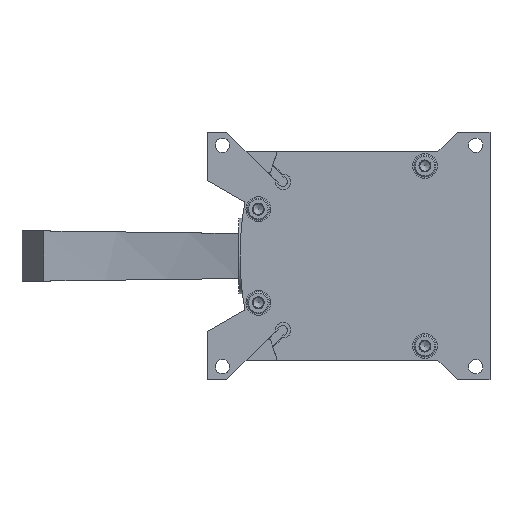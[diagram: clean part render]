
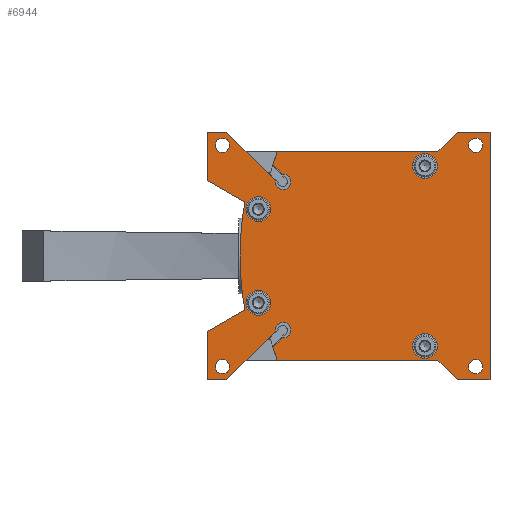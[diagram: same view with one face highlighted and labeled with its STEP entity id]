
A CAD part, front view. The second image highlights one B-rep face of the part: STEP entity #6944.
In plain terms, the highlighted planar face has unit normal (0, -1, 0).
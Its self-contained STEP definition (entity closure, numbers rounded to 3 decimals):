
#77=PLANE('',#8150);
#390=LINE('',#11189,#984);
#393=LINE('',#11195,#987);
#396=LINE('',#11201,#990);
#399=LINE('',#11207,#993);
#403=LINE('',#11219,#997);
#407=LINE('',#11231,#1001);
#410=LINE('',#11237,#1004);
#413=LINE('',#11243,#1007);
#439=LINE('',#11317,#1033);
#442=LINE('',#11323,#1036);
#445=LINE('',#11329,#1039);
#448=LINE('',#11335,#1042);
#452=LINE('',#11347,#1046);
#456=LINE('',#11359,#1050);
#459=LINE('',#11365,#1053);
#462=LINE('',#11371,#1056);
#465=LINE('',#11377,#1059);
#984=VECTOR('',#8934,1000.);
#987=VECTOR('',#8939,1000.);
#990=VECTOR('',#8944,1000.);
#993=VECTOR('',#8949,1000.);
#997=VECTOR('',#8961,1000.);
#1001=VECTOR('',#8973,1000.);
#1004=VECTOR('',#8978,1000.);
#1007=VECTOR('',#8983,1000.);
#1033=VECTOR('',#9033,1000.);
#1036=VECTOR('',#9038,1000.);
#1039=VECTOR('',#9043,1000.);
#1042=VECTOR('',#9048,1000.);
#1046=VECTOR('',#9060,1000.);
#1050=VECTOR('',#9072,1000.);
#1053=VECTOR('',#9077,1000.);
#1056=VECTOR('',#9082,1000.);
#1059=VECTOR('',#9087,1000.);
#1572=CIRCLE('',#8038,120.);
#1601=CIRCLE('',#8094,120.);
#1603=CIRCLE('',#8101,3.);
#1605=CIRCLE('',#8105,113.);
#1618=CIRCLE('',#8126,113.);
#1620=CIRCLE('',#8130,3.);
#1623=CIRCLE('',#8138,2.75);
#1625=CIRCLE('',#8141,2.75);
#1627=CIRCLE('',#8144,2.75);
#1629=CIRCLE('',#8147,2.75);
#1631=CIRCLE('',#8151,4.75);
#1632=CIRCLE('',#8152,4.75);
#1633=CIRCLE('',#8153,4.75);
#1634=CIRCLE('',#8154,4.75);
#2111=ORIENTED_EDGE('',*,*,#4072,.F.);
#2112=ORIENTED_EDGE('',*,*,#4073,.F.);
#2113=ORIENTED_EDGE('',*,*,#4074,.F.);
#2114=ORIENTED_EDGE('',*,*,#4075,.F.);
#2115=ORIENTED_EDGE('',*,*,#3964,.F.);
#2116=ORIENTED_EDGE('',*,*,#3903,.F.);
#2117=ORIENTED_EDGE('',*,*,#4061,.F.);
#2118=ORIENTED_EDGE('',*,*,#4058,.F.);
#2119=ORIENTED_EDGE('',*,*,#4055,.F.);
#2120=ORIENTED_EDGE('',*,*,#4052,.F.);
#2121=ORIENTED_EDGE('',*,*,#4049,.T.);
#2122=ORIENTED_EDGE('',*,*,#4046,.F.);
#2123=ORIENTED_EDGE('',*,*,#4043,.F.);
#2124=ORIENTED_EDGE('',*,*,#4040,.F.);
#2125=ORIENTED_EDGE('',*,*,#4037,.F.);
#2126=ORIENTED_EDGE('',*,*,#4034,.F.);
#2127=ORIENTED_EDGE('',*,*,#4031,.F.);
#2128=ORIENTED_EDGE('',*,*,#3994,.F.);
#2129=ORIENTED_EDGE('',*,*,#3991,.F.);
#2130=ORIENTED_EDGE('',*,*,#3988,.F.);
#2131=ORIENTED_EDGE('',*,*,#3985,.F.);
#2132=ORIENTED_EDGE('',*,*,#3982,.F.);
#2133=ORIENTED_EDGE('',*,*,#3979,.T.);
#2134=ORIENTED_EDGE('',*,*,#3976,.F.);
#2135=ORIENTED_EDGE('',*,*,#3973,.F.);
#2136=ORIENTED_EDGE('',*,*,#3970,.F.);
#2137=ORIENTED_EDGE('',*,*,#3967,.F.);
#2138=ORIENTED_EDGE('',*,*,#4070,.T.);
#2139=ORIENTED_EDGE('',*,*,#4068,.T.);
#2140=ORIENTED_EDGE('',*,*,#4066,.T.);
#2141=ORIENTED_EDGE('',*,*,#4064,.T.);
#3903=EDGE_CURVE('',#4908,#4906,#1572,.T.);
#3964=EDGE_CURVE('',#4906,#4944,#1601,.T.);
#3967=EDGE_CURVE('',#4944,#4946,#390,.T.);
#3970=EDGE_CURVE('',#4946,#4948,#393,.T.);
#3973=EDGE_CURVE('',#4948,#4950,#396,.T.);
#3976=EDGE_CURVE('',#4950,#4952,#399,.T.);
#3979=EDGE_CURVE('',#4954,#4952,#1603,.T.);
#3982=EDGE_CURVE('',#4954,#4956,#403,.T.);
#3985=EDGE_CURVE('',#4956,#4958,#1605,.T.);
#3988=EDGE_CURVE('',#4958,#4960,#407,.T.);
#3991=EDGE_CURVE('',#4960,#4962,#410,.T.);
#3994=EDGE_CURVE('',#4962,#4964,#413,.T.);
#4031=EDGE_CURVE('',#4964,#5000,#439,.T.);
#4034=EDGE_CURVE('',#5000,#5002,#442,.T.);
#4037=EDGE_CURVE('',#5002,#5004,#445,.T.);
#4040=EDGE_CURVE('',#5004,#5006,#448,.T.);
#4043=EDGE_CURVE('',#5006,#5008,#1618,.T.);
#4046=EDGE_CURVE('',#5008,#5010,#452,.T.);
#4049=EDGE_CURVE('',#5012,#5010,#1620,.T.);
#4052=EDGE_CURVE('',#5012,#5014,#456,.T.);
#4055=EDGE_CURVE('',#5014,#5016,#459,.T.);
#4058=EDGE_CURVE('',#5016,#5018,#462,.T.);
#4061=EDGE_CURVE('',#5018,#4908,#465,.T.);
#4064=EDGE_CURVE('',#5021,#5021,#1623,.T.);
#4066=EDGE_CURVE('',#5023,#5023,#1625,.T.);
#4068=EDGE_CURVE('',#5025,#5025,#1627,.T.);
#4070=EDGE_CURVE('',#5027,#5027,#1629,.T.);
#4072=EDGE_CURVE('',#5029,#5029,#1631,.T.);
#4073=EDGE_CURVE('',#5030,#5030,#1632,.T.);
#4074=EDGE_CURVE('',#5031,#5031,#1633,.T.);
#4075=EDGE_CURVE('',#5032,#5032,#1634,.T.);
#4906=VERTEX_POINT('',#10951);
#4908=VERTEX_POINT('',#10955);
#4944=VERTEX_POINT('',#11184);
#4946=VERTEX_POINT('',#11190);
#4948=VERTEX_POINT('',#11196);
#4950=VERTEX_POINT('',#11202);
#4952=VERTEX_POINT('',#11208);
#4954=VERTEX_POINT('',#11214);
#4956=VERTEX_POINT('',#11220);
#4958=VERTEX_POINT('',#11226);
#4960=VERTEX_POINT('',#11232);
#4962=VERTEX_POINT('',#11238);
#4964=VERTEX_POINT('',#11244);
#5000=VERTEX_POINT('',#11318);
#5002=VERTEX_POINT('',#11324);
#5004=VERTEX_POINT('',#11330);
#5006=VERTEX_POINT('',#11336);
#5008=VERTEX_POINT('',#11342);
#5010=VERTEX_POINT('',#11348);
#5012=VERTEX_POINT('',#11354);
#5014=VERTEX_POINT('',#11360);
#5016=VERTEX_POINT('',#11366);
#5018=VERTEX_POINT('',#11372);
#5021=VERTEX_POINT('',#11383);
#5023=VERTEX_POINT('',#11388);
#5025=VERTEX_POINT('',#11393);
#5027=VERTEX_POINT('',#11398);
#5029=VERTEX_POINT('',#11404);
#5030=VERTEX_POINT('',#11406);
#5031=VERTEX_POINT('',#11408);
#5032=VERTEX_POINT('',#11410);
#5734=EDGE_LOOP('',(#2111));
#5735=EDGE_LOOP('',(#2112));
#5736=EDGE_LOOP('',(#2113));
#5737=EDGE_LOOP('',(#2114));
#5738=EDGE_LOOP('',(#2115,#2116,#2117,#2118,#2119,#2120,#2121,#2122,#2123,
#2124,#2125,#2126,#2127,#2128,#2129,#2130,#2131,#2132,#2133,#2134,#2135,
#2136,#2137));
#5739=EDGE_LOOP('',(#2138));
#5740=EDGE_LOOP('',(#2139));
#5741=EDGE_LOOP('',(#2140));
#5742=EDGE_LOOP('',(#2141));
#6294=FACE_BOUND('',#5734,.T.);
#6295=FACE_BOUND('',#5735,.T.);
#6296=FACE_BOUND('',#5736,.T.);
#6297=FACE_BOUND('',#5737,.T.);
#6298=FACE_BOUND('',#5738,.T.);
#6299=FACE_BOUND('',#5739,.T.);
#6300=FACE_BOUND('',#5740,.T.);
#6301=FACE_BOUND('',#5741,.T.);
#6302=FACE_BOUND('',#5742,.T.);
#6944=ADVANCED_FACE('',(#6294,#6295,#6296,#6297,#6298,#6299,#6300,#6301,
#6302),#77,.F.);
#8038=AXIS2_PLACEMENT_3D('',#10956,#8810,#8811);
#8094=AXIS2_PLACEMENT_3D('',#11183,#8927,#8928);
#8101=AXIS2_PLACEMENT_3D('',#11213,#8954,#8955);
#8105=AXIS2_PLACEMENT_3D('',#11225,#8966,#8967);
#8126=AXIS2_PLACEMENT_3D('',#11341,#9053,#9054);
#8130=AXIS2_PLACEMENT_3D('',#11353,#9065,#9066);
#8138=AXIS2_PLACEMENT_3D('',#11382,#9093,#9094);
#8141=AXIS2_PLACEMENT_3D('',#11387,#9099,#9100);
#8144=AXIS2_PLACEMENT_3D('',#11392,#9105,#9106);
#8147=AXIS2_PLACEMENT_3D('',#11397,#9111,#9112);
#8150=AXIS2_PLACEMENT_3D('',#11402,#9117,#9118);
#8151=AXIS2_PLACEMENT_3D('',#11403,#9119,#9120);
#8152=AXIS2_PLACEMENT_3D('',#11405,#9121,#9122);
#8153=AXIS2_PLACEMENT_3D('',#11407,#9123,#9124);
#8154=AXIS2_PLACEMENT_3D('',#11409,#9125,#9126);
#8810=DIRECTION('',(0.,1.,0.));
#8811=DIRECTION('',(1.,0.,0.));
#8927=DIRECTION('',(0.,1.,0.));
#8928=DIRECTION('',(1.,0.,0.));
#8934=DIRECTION('',(-0.866,0.,0.5));
#8939=DIRECTION('',(0.,0.,1.));
#8944=DIRECTION('',(1.,0.,0.));
#8949=DIRECTION('',(0.707,0.,-0.707));
#8954=DIRECTION('',(0.,1.,0.));
#8955=DIRECTION('',(1.,0.,0.));
#8961=DIRECTION('',(-0.707,0.,0.707));
#8966=DIRECTION('',(0.,1.,0.));
#8967=DIRECTION('',(1.,0.,0.));
#8973=DIRECTION('',(1.,0.,0.));
#8978=DIRECTION('',(0.707,0.,0.707));
#8983=DIRECTION('',(1.,0.,0.));
#9033=DIRECTION('',(0.,0.,-1.));
#9038=DIRECTION('',(-1.,0.,0.));
#9043=DIRECTION('',(-0.707,0.,0.707));
#9048=DIRECTION('',(-1.,0.,0.));
#9053=DIRECTION('',(0.,1.,0.));
#9054=DIRECTION('',(1.,0.,0.));
#9060=DIRECTION('',(0.707,0.,0.707));
#9065=DIRECTION('',(0.,1.,0.));
#9066=DIRECTION('',(1.,0.,0.));
#9072=DIRECTION('',(-0.707,0.,-0.707));
#9077=DIRECTION('',(-1.,0.,0.));
#9082=DIRECTION('',(0.,0.,1.));
#9087=DIRECTION('',(0.866,0.,0.5));
#9093=DIRECTION('',(0.,1.,0.));
#9094=DIRECTION('',(1.,0.,0.));
#9099=DIRECTION('',(0.,1.,0.));
#9100=DIRECTION('',(1.,0.,0.));
#9105=DIRECTION('',(0.,1.,0.));
#9106=DIRECTION('',(1.,0.,0.));
#9111=DIRECTION('',(0.,1.,0.));
#9112=DIRECTION('',(1.,0.,0.));
#9117=DIRECTION('',(0.,1.,0.));
#9118=DIRECTION('',(0.,0.,1.));
#9119=DIRECTION('',(0.,-1.,0.));
#9120=DIRECTION('',(0.,0.,-1.));
#9121=DIRECTION('',(0.,-1.,0.));
#9122=DIRECTION('',(0.,0.,-1.));
#9123=DIRECTION('',(0.,-1.,0.));
#9124=DIRECTION('',(0.,0.,-1.));
#9125=DIRECTION('',(0.,-1.,0.));
#9126=DIRECTION('',(0.,0.,-1.));
#10951=CARTESIAN_POINT('',(-45.,0.,0.));
#10955=CARTESIAN_POINT('',(-43.192,0.,-20.75));
#10956=CARTESIAN_POINT('',(75.,0.,0.));
#11183=CARTESIAN_POINT('',(75.,0.,0.));
#11184=CARTESIAN_POINT('',(-43.192,0.,20.75));
#11189=CARTESIAN_POINT('',(-43.192,0.,20.75));
#11190=CARTESIAN_POINT('',(-57.5,0.,29.011));
#11195=CARTESIAN_POINT('',(-57.5,0.,29.011));
#11196=CARTESIAN_POINT('',(-57.5,0.,47.5));
#11201=CARTESIAN_POINT('',(-57.5,0.,47.5));
#11202=CARTESIAN_POINT('',(-50.116,0.,47.5));
#11207=CARTESIAN_POINT('',(-50.116,0.,47.5));
#11208=CARTESIAN_POINT('',(-31.478,0.,28.862));
#11213=CARTESIAN_POINT('',(-28.5,0.,28.5));
#11214=CARTESIAN_POINT('',(-28.862,0.,31.478));
#11219=CARTESIAN_POINT('',(-28.862,0.,31.478));
#11220=CARTESIAN_POINT('',(-32.428,0.,35.045));
#11225=CARTESIAN_POINT('',(75.,0.,0.));
#11226=CARTESIAN_POINT('',(-30.683,0.,40.));
#11231=CARTESIAN_POINT('',(-30.683,0.,40.));
#11232=CARTESIAN_POINT('',(31.,0.,40.));
#11237=CARTESIAN_POINT('',(31.,0.,40.));
#11238=CARTESIAN_POINT('',(38.5,0.,47.5));
#11243=CARTESIAN_POINT('',(38.5,0.,47.5));
#11244=CARTESIAN_POINT('',(51.,0.,47.5));
#11317=CARTESIAN_POINT('',(51.,0.,47.5));
#11318=CARTESIAN_POINT('',(51.,0.,-47.5));
#11323=CARTESIAN_POINT('',(51.,0.,-47.5));
#11324=CARTESIAN_POINT('',(38.5,0.,-47.5));
#11329=CARTESIAN_POINT('',(38.5,0.,-47.5));
#11330=CARTESIAN_POINT('',(31.,0.,-40.));
#11335=CARTESIAN_POINT('',(31.,0.,-40.));
#11336=CARTESIAN_POINT('',(-30.683,0.,-40.));
#11341=CARTESIAN_POINT('',(75.,0.,0.));
#11342=CARTESIAN_POINT('',(-32.428,0.,-35.045));
#11347=CARTESIAN_POINT('',(-32.428,0.,-35.045));
#11348=CARTESIAN_POINT('',(-28.862,0.,-31.478));
#11353=CARTESIAN_POINT('',(-28.5,0.,-28.5));
#11354=CARTESIAN_POINT('',(-31.478,0.,-28.862));
#11359=CARTESIAN_POINT('',(-31.478,0.,-28.862));
#11360=CARTESIAN_POINT('',(-50.116,0.,-47.5));
#11365=CARTESIAN_POINT('',(-50.116,0.,-47.5));
#11366=CARTESIAN_POINT('',(-57.5,0.,-47.5));
#11371=CARTESIAN_POINT('',(-57.5,0.,-47.5));
#11372=CARTESIAN_POINT('',(-57.5,0.,-29.011));
#11377=CARTESIAN_POINT('',(-57.5,0.,-29.011));
#11382=CARTESIAN_POINT('',(45.5,0.,-42.5));
#11383=CARTESIAN_POINT('',(48.25,0.,-42.5));
#11387=CARTESIAN_POINT('',(45.5,0.,42.5));
#11388=CARTESIAN_POINT('',(48.25,0.,42.5));
#11392=CARTESIAN_POINT('',(-51.8,0.,-42.5));
#11393=CARTESIAN_POINT('',(-49.05,0.,-42.5));
#11397=CARTESIAN_POINT('',(-51.8,0.,42.5));
#11398=CARTESIAN_POINT('',(-49.05,0.,42.5));
#11402=CARTESIAN_POINT('',(-28.5,0.,28.5));
#11403=CARTESIAN_POINT('',(-38.,0.,18.));
#11404=CARTESIAN_POINT('',(-38.,0.,13.25));
#11405=CARTESIAN_POINT('',(-38.,0.,-18.));
#11406=CARTESIAN_POINT('',(-38.,0.,-22.75));
#11407=CARTESIAN_POINT('',(26.,0.,34.6));
#11408=CARTESIAN_POINT('',(26.,0.,29.85));
#11409=CARTESIAN_POINT('',(26.,0.,-34.6));
#11410=CARTESIAN_POINT('',(26.,0.,-39.35));
